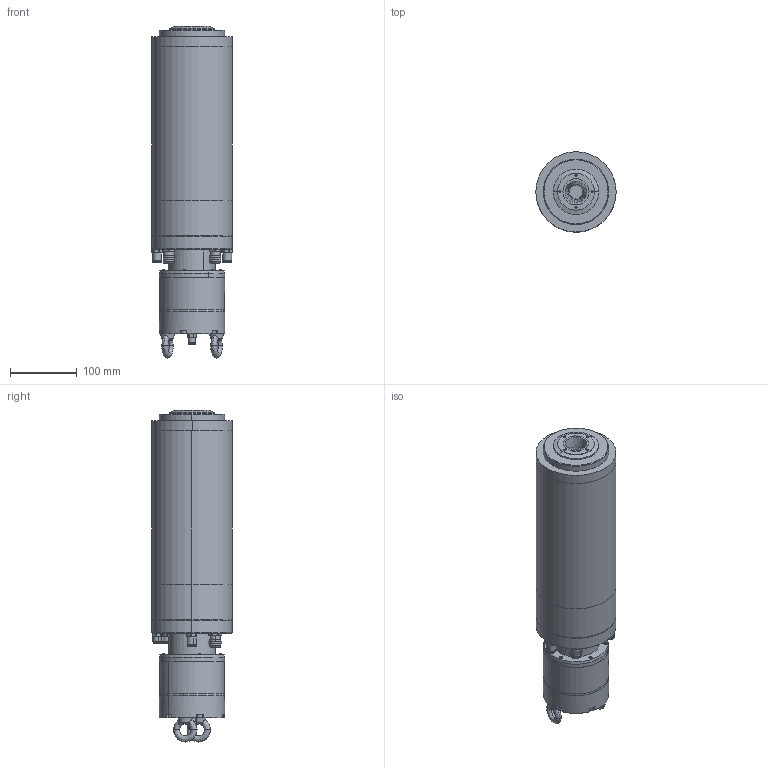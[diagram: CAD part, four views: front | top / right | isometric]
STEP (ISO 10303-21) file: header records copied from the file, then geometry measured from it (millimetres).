
FILE_DESCRIPTION (( 'STEP AP203' ), '1' );
FILE_NAME ('GDL120-30-18Z-5.5籵蚚ァ詰.STEP', '2024-10-07T04:46:27', ( '00' ), ( '' ), 'SwSTEP 2.0', 'SolidWorks 2018', '' );
FILE_SCHEMA (( 'CONFIG_CONTROL_DESIGN' ));
Length unit declared in the file: millimetre
Products named in the file (35): GB／T 70．1-2000内六角圆柱头螺钉M6×25(8．8级); GB／T 70．1-2000内六角圆柱头螺钉M5×45(8．8级); M12x1.5踢扽跡擘芛15-18; 活塞S(带槽); GB／T 70．1-2000内六角圆柱头螺钉M5×90(8．8级); ァ詰釱GDL120; GDL120-30-18Z-5.5籵蚚ァ詰; YONG RUI D6辦脣ァ郲RC1-8; GDL100-125通用活塞; YONG RUI D8辦脣ァ郲RC1-8; 活塞L(带槽); 遣喳え; GDL1220-30ヶ蹟譫; ヶ詰极; GDL120籵蚚ァ詰; 綴詰极; GDL1220-30ァ詰1; 詰裔; GB 825-88吊环螺钉M8×16(20钢); ｻ鏸焏; GDL1220-30儂褲; 籵蚚ァ詰蚾饜
Assembly tree (38 placements, depth 4):
  GDL120-30-18Z-5.5籵蚚ァ詰
    GDL1220-30儂褲
    GDL1220-30ヶ蹟譫
    GDL1220-30ァ詰1
    GDL120籵蚚ァ詰
      ァ詰釱GDL120
      籵蚚ァ詰蚾饜
        綴詰极
        ヶ詰极
        遣喳え
        詰裔
        ｻ鏸焏
        活塞S(带槽)
        活塞L(带槽)
        GB／T 70．1-2000内六角圆柱头螺钉M5×45(8．8级)
        GB／T 70．1-2000内六角圆柱头螺钉M5×45(8．8级)
        GB／T 70．1-2000内六角圆柱头螺钉M5×45(8．8级)
        GB／T 70．1-2000内六角圆柱头螺钉M5×45(8．8级)
        GB／T 70．1-2000内六角圆柱头螺钉M5×45(8．8级)
        GB／T 70．1-2000内六角圆柱头螺钉M5×90(8．8级)
        GB／T 70．1-2000内六角圆柱头螺钉M5×90(8．8级)
        GB／T 70．1-2000内六角圆柱头螺钉M5×90(8．8级)
        GB／T 70．1-2000内六角圆柱头螺钉M5×90(8．8级)
        GB／T 70．1-2000内六角圆柱头螺钉M5×90(8．8级)
        GB／T 70．1-2000内六角圆柱头螺钉M5×90(8．8级)
        GB 825-88吊环螺钉M8×16(20钢)  x2
      YONG RUI D6辦脣ァ郲RC1-8  x3
      YONG RUI D6辦脣ァ郲RC1-8
      YONG RUI D8辦脣ァ郲RC1-8
      YONG RUI D8辦脣ァ郲RC1-8
      M12x1.5踢扽跡擘芛15-18
      M12x1.5踢扽跡擘芛15-18
      GB／T 70．1-2000内六角圆柱头螺钉M6×25(8．8级)  x4
  GDL100-125通用活塞
  GB／T 70．1-2000内六角圆柱头螺钉M5×45(8．8级)
Bounding box: 120.48 x 120 x 496.6 mm (x, y, z)
Volume: 3943270.5 mm3; surface area: 418873 mm2
Topology: 37 solids, 37 shells, 1123 faces, 2751 edges, 1769 vertices
Faces by surface type: cylinder 443, plane 369, cone 231, bspline 80
Entity records: 36547 total; most frequent: CARTESIAN_POINT 9348, DIRECTION 5145, ORIENTED_EDGE 4754, EDGE_CURVE 2377, AXIS2_PLACEMENT_3D 2106, VERTEX_POINT 1537, CIRCLE 1152, EDGE_LOOP 1124
